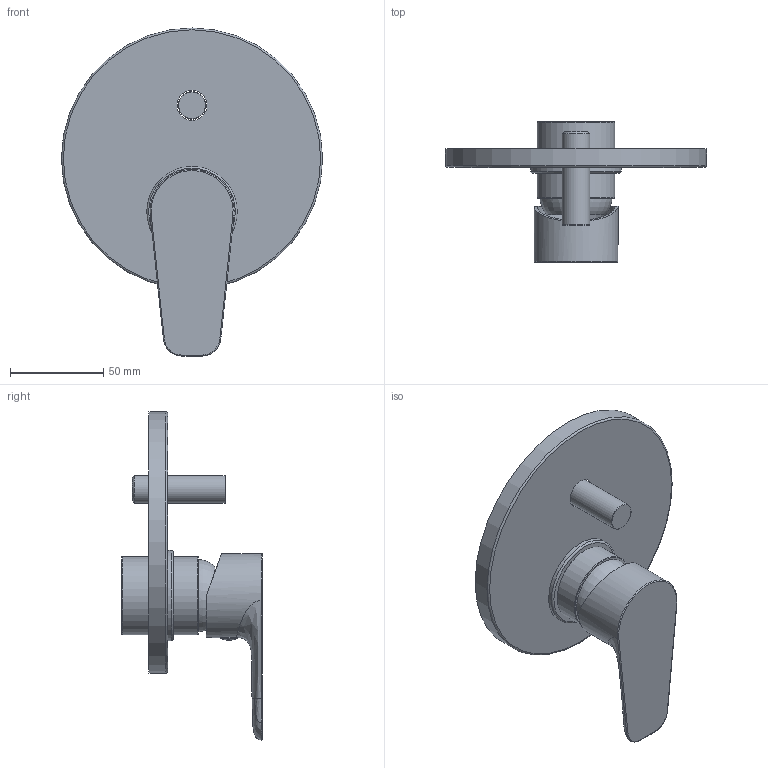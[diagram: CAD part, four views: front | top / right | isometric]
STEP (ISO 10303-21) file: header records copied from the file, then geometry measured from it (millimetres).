
FILE_DESCRIPTION(/* description */ ('Unknown'),/* implementation_level */ '2;1');
FILE_NAME(/* name */ 'G032',/* time_stamp */ '2016-04-05T11:18:19+02:00',/* author */ ('Unknown'),/* organization */ ('Unknown'),/* preprocessor_version */ 'ST-DEVELOPER v16.7',/* originating_system */ 'DEX',/* authorisation */ $);
FILE_SCHEMA (('AUTOMOTIVE_DESIGN {1 0 10303 214 3 1 1}'));
Length unit declared in the file: millimetre
Products named in the file (9): G032; BTHOTESTCDO2; BTHOTESTCDO2_0; BTHOTESTCDO2_1; BTHOTESTCDO2_2; BTHOTESTCDO2_3; BTHOTESTCDO2_4; BTHOTESTCDO2_5
Assembly tree (8 placements, depth 4):
  G032
    BTHOTESTCDO2
      BTHOTESTCDO2_0
        BTHOTESTCDO2_0
        BTHOTESTCDO2_1
        BTHOTESTCDO2_2
        BTHOTESTCDO2_3
        BTHOTESTCDO2_4
        BTHOTESTCDO2_5
Bounding box: 140 x 75.4 x 175.93 mm (x, y, z)
Volume: 62266.2 mm3; surface area: 72738 mm2
Topology: 6 solids, 6 shells, 127 faces, 310 edges, 200 vertices
Faces by surface type: cylinder 42, plane 40, bspline 18, torus 17, cone 9, sphere 1
Full cylindrical faces by diameter (mm): 0.901 x2, 4.2 x1, 5 x1, 6.7 x1, 9 x1, 11.5 x1, 14.8 x1, 16 x1, 29.835 x1, 35.5 x2, 36 x1, 38 x1, 39 x1, 41.5 x2, 41.8 x1, 42 x1, 45 x1, 45.5 x2, 48.5 x1, 138 x1, 140 x1
Entity records: 5824 total; most frequent: CARTESIAN_POINT 2870, DIRECTION 542, ORIENTED_EDGE 464, AXIS2_PLACEMENT_3D 238, EDGE_CURVE 232, FACE_BOUND 195, EDGE_LOOP 194, VERTEX_POINT 169
